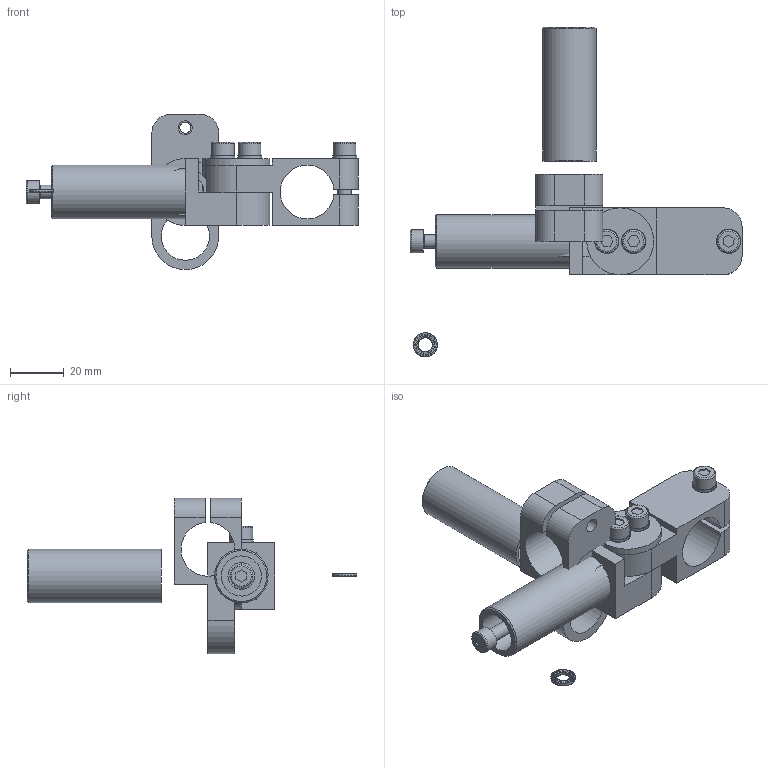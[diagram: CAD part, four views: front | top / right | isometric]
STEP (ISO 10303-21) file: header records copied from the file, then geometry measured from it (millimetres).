
FILE_DESCRIPTION( ( 'STEP AP214' ), '1' );
FILE_NAME( 'CA.GVR.2020.50.stp', '2015-08-18T10:59:49', ( ' ' ), ( ' ' ), 'XStep 1.0', ' ', ' ' );
FILE_SCHEMA( ( 'CONFIG_CONTROL_DESIGN) ( )' ) );
Length unit declared in the file: metre
Products named in the file (7): Assem1; GVR.20.2; GVR.20.3; R.5.SCH; V-tcei M  5 x 25; GVR.20.1; WKA.20.50
Bounding box: 124 x 123.14 x 58 mm (x, y, z)
Volume: 74377 mm3; surface area: 43813.4 mm2
Topology: 12 solids, 16 shells, 956 faces, 2732 edges, 1814 vertices
Faces by surface type: plane 868, cylinder 68, cone 12, torus 8
Full cylindrical faces by diameter (mm): 4.134 x6, 5 x4, 5.2 x6, 5.3 x4, 8.5 x4, 9 x4, 10 x2, 15 x2, 15.4 x4, 15.5 x2, 15.7 x2, 17.9 x4, 18 x2, 20 x2, 25 x2
Entity records: 8744 total; most frequent: DIRECTION 1530, CARTESIAN_POINT 1485, ORIENTED_EDGE 1428, EDGE_CURVE 714, AXIS2_PLACEMENT_3D 536, VERTEX_POINT 491, LINE 458, VECTOR 458
